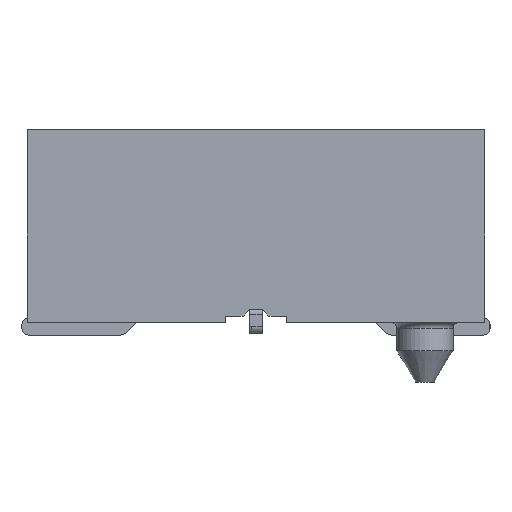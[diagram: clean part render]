
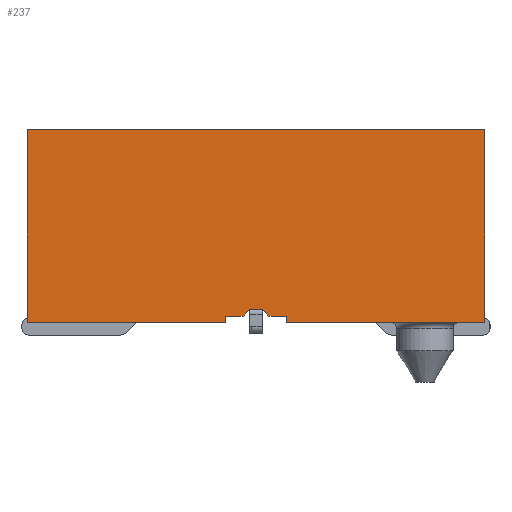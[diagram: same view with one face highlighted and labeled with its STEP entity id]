
A CAD part, left-side view. The second image highlights one B-rep face of the part: STEP entity #237.
In plain terms, the highlighted planar face has unit normal (-1, 0, 0).
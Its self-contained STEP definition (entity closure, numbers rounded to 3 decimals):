
#134=CARTESIAN_POINT('',(-10.635,0.,-1.525));
#135=DIRECTION('',(0.,1.,0.));
#136=DIRECTION('',(-1.,0.,0.));
#137=AXIS2_PLACEMENT_3D('',#134,#136,#135);
#138=PLANE('',#137);
#139=CARTESIAN_POINT('',(-10.635,-3.62,0.));
#140=VERTEX_POINT('',#139);
#141=CARTESIAN_POINT('',(-10.635,3.62,0.));
#142=VERTEX_POINT('',#141);
#143=CARTESIAN_POINT('',(-10.635,-3.62,0.));
#144=DIRECTION('',(0.,1.,0.));
#145=VECTOR('',#144,7.24);
#146=LINE('',#143,#145);
#147=EDGE_CURVE('',#140,#142,#146,.T.);
#148=ORIENTED_EDGE('',*,*,#147,.T.);
#149=CARTESIAN_POINT('',(-10.635,3.62,-3.05));
#150=VERTEX_POINT('',#149);
#151=CARTESIAN_POINT('',(-10.635,3.62,0.));
#152=DIRECTION('',(0.,0.,-1.));
#153=VECTOR('',#152,3.05);
#154=LINE('',#151,#153);
#155=EDGE_CURVE('',#142,#150,#154,.T.);
#156=ORIENTED_EDGE('',*,*,#155,.T.);
#157=CARTESIAN_POINT('',(-10.635,0.48,-3.05));
#158=VERTEX_POINT('',#157);
#159=CARTESIAN_POINT('',(-10.635,3.62,-3.05));
#160=DIRECTION('',(0.,-1.,0.));
#161=VECTOR('',#160,3.14);
#162=LINE('',#159,#161);
#163=EDGE_CURVE('',#150,#158,#162,.T.);
#164=ORIENTED_EDGE('',*,*,#163,.T.);
#165=CARTESIAN_POINT('',(-10.635,0.48,-2.95));
#166=VERTEX_POINT('',#165);
#167=CARTESIAN_POINT('',(-10.635,0.48,-3.05));
#168=DIRECTION('',(0.,0.,1.));
#169=VECTOR('',#168,0.1);
#170=LINE('',#167,#169);
#171=EDGE_CURVE('',#158,#166,#170,.T.);
#172=ORIENTED_EDGE('',*,*,#171,.T.);
#173=CARTESIAN_POINT('',(-10.635,0.205,-2.95));
#174=VERTEX_POINT('',#173);
#175=CARTESIAN_POINT('',(-10.635,0.48,-2.95));
#176=DIRECTION('',(0.,-1.,0.));
#177=VECTOR('',#176,0.275);
#178=LINE('',#175,#177);
#179=EDGE_CURVE('',#166,#174,#178,.T.);
#180=ORIENTED_EDGE('',*,*,#179,.T.);
#181=CARTESIAN_POINT('',(-10.635,0.105,-2.85));
#182=VERTEX_POINT('',#181);
#183=CARTESIAN_POINT('',(-10.635,0.205,-2.95));
#184=DIRECTION('',(0.,-0.707,0.707));
#185=VECTOR('',#184,0.141);
#186=LINE('',#183,#185);
#187=EDGE_CURVE('',#174,#182,#186,.T.);
#188=ORIENTED_EDGE('',*,*,#187,.T.);
#189=CARTESIAN_POINT('',(-10.635,-0.105,-2.85));
#190=VERTEX_POINT('',#189);
#191=CARTESIAN_POINT('',(-10.635,0.105,-2.85));
#192=DIRECTION('',(0.,-1.,0.));
#193=VECTOR('',#192,0.21);
#194=LINE('',#191,#193);
#195=EDGE_CURVE('',#182,#190,#194,.T.);
#196=ORIENTED_EDGE('',*,*,#195,.T.);
#197=CARTESIAN_POINT('',(-10.635,-0.205,-2.95));
#198=VERTEX_POINT('',#197);
#199=CARTESIAN_POINT('',(-10.635,-0.105,-2.85));
#200=DIRECTION('',(0.,-0.707,-0.707));
#201=VECTOR('',#200,0.141);
#202=LINE('',#199,#201);
#203=EDGE_CURVE('',#190,#198,#202,.T.);
#204=ORIENTED_EDGE('',*,*,#203,.T.);
#205=CARTESIAN_POINT('',(-10.635,-0.48,-2.95));
#206=VERTEX_POINT('',#205);
#207=CARTESIAN_POINT('',(-10.635,-0.205,-2.95));
#208=DIRECTION('',(0.,-1.,0.));
#209=VECTOR('',#208,0.275);
#210=LINE('',#207,#209);
#211=EDGE_CURVE('',#198,#206,#210,.T.);
#212=ORIENTED_EDGE('',*,*,#211,.T.);
#213=CARTESIAN_POINT('',(-10.635,-0.48,-3.05));
#214=VERTEX_POINT('',#213);
#215=CARTESIAN_POINT('',(-10.635,-0.48,-2.95));
#216=DIRECTION('',(0.,0.,-1.));
#217=VECTOR('',#216,0.1);
#218=LINE('',#215,#217);
#219=EDGE_CURVE('',#206,#214,#218,.T.);
#220=ORIENTED_EDGE('',*,*,#219,.T.);
#221=CARTESIAN_POINT('',(-10.635,-3.62,-3.05));
#222=VERTEX_POINT('',#221);
#223=CARTESIAN_POINT('',(-10.635,-0.48,-3.05));
#224=DIRECTION('',(0.,-1.,0.));
#225=VECTOR('',#224,3.14);
#226=LINE('',#223,#225);
#227=EDGE_CURVE('',#214,#222,#226,.T.);
#228=ORIENTED_EDGE('',*,*,#227,.T.);
#229=CARTESIAN_POINT('',(-10.635,-3.62,-3.05));
#230=DIRECTION('',(0.,0.,1.));
#231=VECTOR('',#230,3.05);
#232=LINE('',#229,#231);
#233=EDGE_CURVE('',#222,#140,#232,.T.);
#234=ORIENTED_EDGE('',*,*,#233,.T.);
#235=EDGE_LOOP('',(#148,#156,#164,#172,#180,#188,#196,#204,#212,#220,#228,#234));
#236=FACE_OUTER_BOUND('',#235,.T.);
#237=ADVANCED_FACE('',(#236),#138,.T.);
